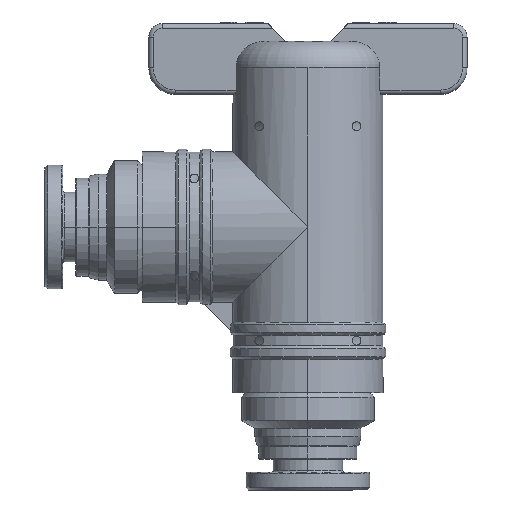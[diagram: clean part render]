
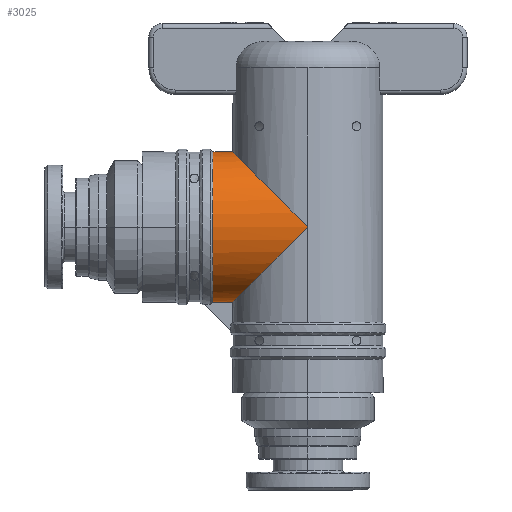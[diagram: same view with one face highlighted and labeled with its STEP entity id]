
A CAD part, left-side view. The second image highlights one B-rep face of the part: STEP entity #3025.
In plain terms, the highlighted cylindrical face has radius 8.5 mm (diameter 17 mm), a partial arc.
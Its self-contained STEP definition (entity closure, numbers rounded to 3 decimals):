
#2501=CARTESIAN_POINT('',(-0.1,2.625,-5.225));
#2502=VERTEX_POINT('',#2501);
#2532=CARTESIAN_POINT('',(-0.1,2.625,11.775));
#2533=VERTEX_POINT('',#2532);
#2541=CARTESIAN_POINT('',(-8.6,-5.875,3.275));
#2542=VERTEX_POINT('',#2541);
#2543=CARTESIAN_POINT('',(-0.1,-5.875,3.275));
#2544=DIRECTION('',(0.0,0.707,-0.707));
#2545=DIRECTION('',(0.0,0.707,0.707));
#2546=AXIS2_PLACEMENT_3D('',#2543,#2544,#2545);
#2547=ELLIPSE('',#2546,12.021,8.5);
#2548=EDGE_CURVE('',#2542,#2533,#2547,.T.);
#2802=CARTESIAN_POINT('',(-0.1,-5.875,3.275));
#2803=DIRECTION('',(0.0,0.707,0.707));
#2804=DIRECTION('',(0.0,-0.707,0.707));
#2805=AXIS2_PLACEMENT_3D('',#2802,#2803,#2804);
#2806=ELLIPSE('',#2805,12.021,8.5);
#2807=EDGE_CURVE('',#2502,#2542,#2806,.T.);
#2945=CARTESIAN_POINT('',(-0.1,4.875,11.775));
#2946=VERTEX_POINT('',#2945);
#2947=CARTESIAN_POINT('',(-0.1,2.625,11.775));
#2948=DIRECTION('',(0.0,1.0,0.0));
#2949=VECTOR('',#2948,2.25);
#2950=LINE('',#2947,#2949);
#2951=EDGE_CURVE('',#2533,#2946,#2950,.T.);
#2955=CARTESIAN_POINT('',(-0.1,4.875,-5.225));
#2956=VERTEX_POINT('',#2955);
#2957=CARTESIAN_POINT('',(-0.1,4.875,-5.225));
#2958=DIRECTION('',(0.0,-1.0,0.0));
#2959=VECTOR('',#2958,2.25);
#2960=LINE('',#2957,#2959);
#2961=EDGE_CURVE('',#2956,#2502,#2960,.T.);
#3007=CARTESIAN_POINT('',(-0.1,12.875,3.275));
#3008=DIRECTION('',(0.0,-1.0,0.0));
#3009=DIRECTION('',(1.0,0.0,0.0));
#3010=AXIS2_PLACEMENT_3D('',#3007,#3008,#3009);
#3011=CYLINDRICAL_SURFACE('',#3010,8.5);
#3012=ORIENTED_EDGE('',*,*,#2951,.T.);
#3013=CARTESIAN_POINT('',(-0.1,4.875,3.275));
#3014=DIRECTION('',(0.0,-1.0,0.0));
#3015=DIRECTION('',(1.0,0.0,0.0));
#3016=AXIS2_PLACEMENT_3D('',#3013,#3014,#3015);
#3017=CIRCLE('',#3016,8.5);
#3018=EDGE_CURVE('',#2946,#2956,#3017,.T.);
#3019=ORIENTED_EDGE('',*,*,#3018,.T.);
#3020=ORIENTED_EDGE('',*,*,#2961,.T.);
#3021=ORIENTED_EDGE('',*,*,#2807,.T.);
#3022=ORIENTED_EDGE('',*,*,#2548,.T.);
#3023=EDGE_LOOP('',(#3012,#3019,#3020,#3021,#3022));
#3024=FACE_OUTER_BOUND('',#3023,.T.);
#3025=ADVANCED_FACE('',(#3024),#3011,.T.);
